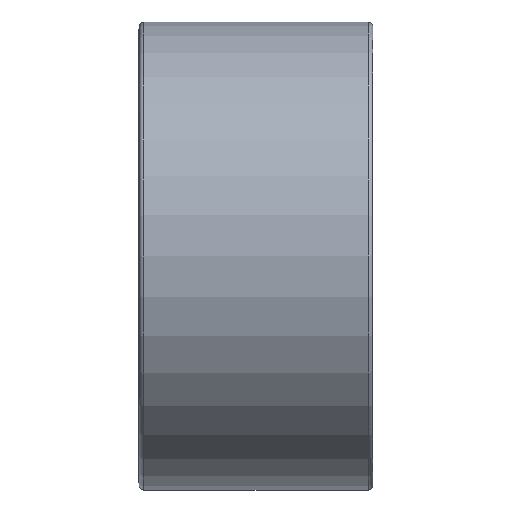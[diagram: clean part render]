
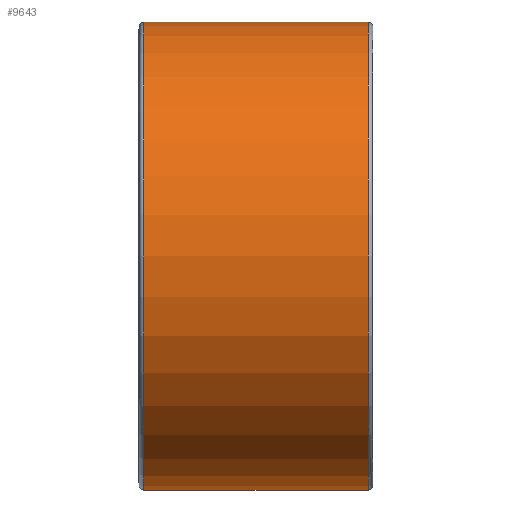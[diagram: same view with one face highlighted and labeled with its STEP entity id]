
A CAD part, left-side view. The second image highlights one B-rep face of the part: STEP entity #9643.
In plain terms, the highlighted cylindrical face has radius 50 mm (diameter 100 mm), a partial arc.
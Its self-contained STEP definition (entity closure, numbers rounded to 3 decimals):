
#50 = CARTESIAN_POINT ( 'NONE',  ( -100., 49., -50. ) ) ;
#133 = VERTEX_POINT ( 'NONE', #50 ) ;
#723 = AXIS2_PLACEMENT_3D ( 'NONE', #4073, #4909, #5791 ) ;
#767 = FACE_OUTER_BOUND ( 'NONE', #4522, .T. ) ;
#1407 = DIRECTION ( 'NONE',  ( 0., -1., 0. ) ) ;
#1500 = CIRCLE ( 'NONE', #723, 50. ) ;
#1714 = VERTEX_POINT ( 'NONE', #3731 ) ;
#1994 = DIRECTION ( 'NONE',  ( 0., -1., 0. ) ) ;
#2259 = CARTESIAN_POINT ( 'NONE',  ( -100., 1., -50. ) ) ;
#2353 = VERTEX_POINT ( 'NONE', #6917 ) ;
#2626 = AXIS2_PLACEMENT_3D ( 'NONE', #5686, #5963, #10298 ) ;
#3179 = VECTOR ( 'NONE', #1994, 1000. ) ;
#3286 = CARTESIAN_POINT ( 'NONE',  ( -100., 50., -50. ) ) ;
#3580 = EDGE_CURVE ( 'NONE', #133, #9604, #8374, .T. ) ;
#3692 = CIRCLE ( 'NONE', #8628, 50. ) ;
#3731 = CARTESIAN_POINT ( 'NONE',  ( -100., 49., 50. ) ) ;
#4065 = ORIENTED_EDGE ( 'NONE', *, *, #4669, .F. ) ;
#4073 = CARTESIAN_POINT ( 'NONE',  ( -100., 49., 0. ) ) ;
#4522 = EDGE_LOOP ( 'NONE', ( #5192, #8200, #4065, #9476 ) ) ;
#4669 = EDGE_CURVE ( 'NONE', #1714, #2353, #6075, .T. ) ;
#4909 = DIRECTION ( 'NONE',  ( 0., -1., 0. ) ) ;
#5192 = ORIENTED_EDGE ( 'NONE', *, *, #3580, .T. ) ;
#5686 = CARTESIAN_POINT ( 'NONE',  ( -100., 50., 0. ) ) ;
#5791 = DIRECTION ( 'NONE',  ( 0., 0., 1. ) ) ;
#5963 = DIRECTION ( 'NONE',  ( 0., -1., 0. ) ) ;
#6075 = LINE ( 'NONE', #7210, #3179 ) ;
#6768 = EDGE_CURVE ( 'NONE', #1714, #133, #1500, .T. ) ;
#6917 = CARTESIAN_POINT ( 'NONE',  ( -100., 1., 50. ) ) ;
#7140 = EDGE_CURVE ( 'NONE', #9604, #2353, #3692, .T. ) ;
#7210 = CARTESIAN_POINT ( 'NONE',  ( -100., 50., 50. ) ) ;
#7526 = DIRECTION ( 'NONE',  ( 0., 0., 1. ) ) ;
#8200 = ORIENTED_EDGE ( 'NONE', *, *, #7140, .T. ) ;
#8374 = LINE ( 'NONE', #3286, #8618 ) ;
#8446 = CARTESIAN_POINT ( 'NONE',  ( -100., 1., 0. ) ) ;
#8618 = VECTOR ( 'NONE', #1407, 1000. ) ;
#8628 = AXIS2_PLACEMENT_3D ( 'NONE', #8446, #10992, #7526 ) ;
#8752 = CYLINDRICAL_SURFACE ( 'NONE', #2626, 50. ) ;
#9476 = ORIENTED_EDGE ( 'NONE', *, *, #6768, .T. ) ;
#9604 = VERTEX_POINT ( 'NONE', #2259 ) ;
#9643 = ADVANCED_FACE ( 'NONE', ( #767 ), #8752, .T. ) ;
#10298 = DIRECTION ( 'NONE',  ( 0., 0., -1. ) ) ;
#10992 = DIRECTION ( 'NONE',  ( 0., 1., 0. ) ) ;
